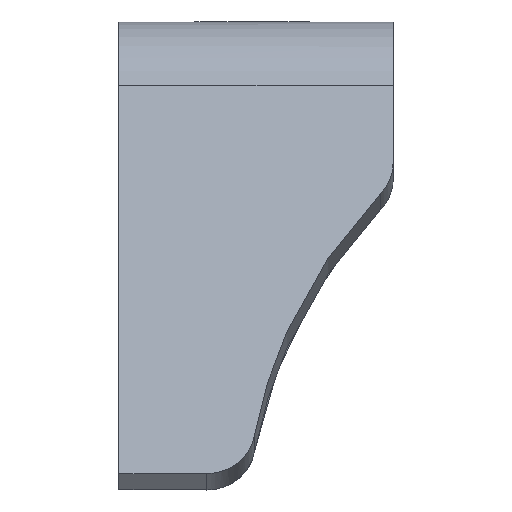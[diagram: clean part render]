
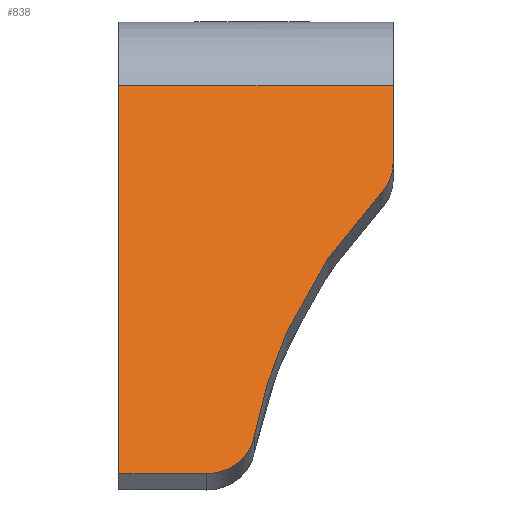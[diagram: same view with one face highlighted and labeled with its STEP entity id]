
A CAD part, left-side view. The second image highlights one B-rep face of the part: STEP entity #838.
In plain terms, the highlighted free-form (B-spline) face has degree [1, 1] with [2, 2] control points.
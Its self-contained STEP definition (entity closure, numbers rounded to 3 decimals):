
#4 = ORIENTED_EDGE ( 'NONE', *, *, #1217, .F. ) ;
#5 = CARTESIAN_POINT ( 'NONE',  ( 421741.751, 8351.72, -49.831 ) ) ;
#29 = CARTESIAN_POINT ( 'NONE',  ( 421749.236, 8335.392, -29.266 ) ) ;
#41 = EDGE_CURVE ( 'NONE', #682, #1141, #1152, .T. ) ;
#58 = CARTESIAN_POINT ( 'NONE',  ( 421749.236, 8335.392, -29.266 ) ) ;
#97 = ORIENTED_EDGE ( 'NONE', *, *, #734, .T. ) ;
#104 = CARTESIAN_POINT ( 'NONE',  ( 421725.741, 8392.392, -93.82 ) ) ;
#140 = ORIENTED_EDGE ( 'NONE', *, *, #894, .T. ) ;
#225 = VERTEX_POINT ( 'NONE', #952 ) ;
#228 = VERTEX_POINT ( 'NONE', #730 ) ;
#249 = B_SPLINE_CURVE_WITH_KNOTS ( 'NONE', 1,
 ( #29, #1240 ),
 .UNSPECIFIED., .F., .F.,
 ( 2, 2 ),
 ( 0., 1. ),
 .UNSPECIFIED. ) ;
#313 = CARTESIAN_POINT ( 'NONE',  ( 421755.099, 8392.392, -13.16 ) ) ;
#354 = CARTESIAN_POINT ( 'NONE',  ( 421747.577, 8336.295, -33.826 ) ) ;
#365 = CARTESIAN_POINT ( 'NONE',  ( 421755.099, 8392.392, -13.16 ) ) ;
#436 = CARTESIAN_POINT ( 'NONE',  ( 421735.463, 8360.717, -67.108 ) ) ;
#439 =( BOUNDED_CURVE ( )  B_SPLINE_CURVE ( 3, ( #58, #885, #354, #1007 ),
 .UNSPECIFIED., .F., .T. ) 
 B_SPLINE_CURVE_WITH_KNOTS ( ( 4, 4 ),
 ( -0.736, 0. ),
 .UNSPECIFIED. ) 
 CURVE ( )  GEOMETRIC_REPRESENTATION_ITEM ( )  RATIONAL_B_SPLINE_CURVE ( ( 1., 0.955, 0.955, 1. ) ) 
 REPRESENTATION_ITEM ( '' )  );
#555 = FACE_OUTER_BOUND ( 'NONE', #586, .T. ) ;
#569 = ORIENTED_EDGE ( 'NONE', *, *, #691, .F. ) ;
#586 = EDGE_LOOP ( 'NONE', ( #4, #569, #1067, #711, #785, #140, #97 ) ) ;
#593 = VERTEX_POINT ( 'NONE', #1258 ) ;
#597 = EDGE_CURVE ( 'NONE', #1141, #868, #969, .T. ) ;
#666 = CARTESIAN_POINT ( 'NONE',  ( 421725.741, 8374.113, -93.82 ) ) ;
#669 = CARTESIAN_POINT ( 'NONE',  ( 421725.741, 8369.035, -93.82 ) ) ;
#682 = VERTEX_POINT ( 'NONE', #1279 ) ;
#691 = EDGE_CURVE ( 'NONE', #868, #225, #1319, .T. ) ;
#694 = CARTESIAN_POINT ( 'NONE',  ( 421755.099, 8392.392, -13.16 ) ) ;
#711 = ORIENTED_EDGE ( 'NONE', *, *, #41, .F. ) ;
#712 = EDGE_CURVE ( 'NONE', #593, #682, #439, .T. ) ;
#725 = CARTESIAN_POINT ( 'NONE',  ( 421755.099, 8335.392, -13.16 ) ) ;
#730 = CARTESIAN_POINT ( 'NONE',  ( 421755.099, 8392.392, -13.16 ) ) ;
#734 = EDGE_CURVE ( 'NONE', #1188, #228, #1013, .T. ) ;
#776 = CARTESIAN_POINT ( 'NONE',  ( 421728.568, 8364.265, -86.052 ) ) ;
#785 = ORIENTED_EDGE ( 'NONE', *, *, #712, .F. ) ;
#787 = CARTESIAN_POINT ( 'NONE',  ( 421728.568, 8364.265, -86.052 ) ) ;
#829 = B_SPLINE_CURVE_WITH_KNOTS ( 'NONE', 1,
 ( #1299, #365 ),
 .UNSPECIFIED., .F., .F.,
 ( 2, 2 ),
 ( 0., 1. ),
 .UNSPECIFIED. ) ;
#838 = ADVANCED_FACE ( 'NONE', ( #555 ), #1252, .F. ) ;
#868 = VERTEX_POINT ( 'NONE', #957 ) ;
#885 = CARTESIAN_POINT ( 'NONE',  ( 421748.378, 8335.392, -31.625 ) ) ;
#894 = EDGE_CURVE ( 'NONE', #593, #1188, #249, .T. ) ;
#901 = CARTESIAN_POINT ( 'NONE',  ( 421755.099, 8335.392, -13.16 ) ) ;
#952 = CARTESIAN_POINT ( 'NONE',  ( 421725.741, 8392.392, -93.82 ) ) ;
#957 = CARTESIAN_POINT ( 'NONE',  ( 421725.741, 8374.113, -93.82 ) ) ;
#969 =( BOUNDED_CURVE ( )  B_SPLINE_CURVE ( 3, ( #776, #994, #669, #666 ),
 .UNSPECIFIED., .F., .T. ) 
 B_SPLINE_CURVE_WITH_KNOTS ( ( 4, 4 ),
 ( -1.397, 0. ),
 .UNSPECIFIED. ) 
 CURVE ( )  GEOMETRIC_REPRESENTATION_ITEM ( )  RATIONAL_B_SPLINE_CURVE ( ( 1., 0.844, 0.844, 1. ) ) 
 REPRESENTATION_ITEM ( '' )  );
#994 = CARTESIAN_POINT ( 'NONE',  ( 421726.857, 8365.145, -90.752 ) ) ;
#1001 = CARTESIAN_POINT ( 'NONE',  ( 421725.741, 8374.113, -93.82 ) ) ;
#1007 = CARTESIAN_POINT ( 'NONE',  ( 421746.94, 8337.98, -35.574 ) ) ;
#1013 = B_SPLINE_CURVE_WITH_KNOTS ( 'NONE', 1,
 ( #1308, #694 ),
 .UNSPECIFIED., .F., .F.,
 ( 2, 2 ),
 ( 0., 1. ),
 .UNSPECIFIED. ) ;
#1055 = CARTESIAN_POINT ( 'NONE',  ( 421746.94, 8337.98, -35.574 ) ) ;
#1067 = ORIENTED_EDGE ( 'NONE', *, *, #597, .F. ) ;
#1136 = CARTESIAN_POINT ( 'NONE',  ( 421728.568, 8364.265, -86.052 ) ) ;
#1141 = VERTEX_POINT ( 'NONE', #787 ) ;
#1152 =( BOUNDED_CURVE ( )  B_SPLINE_CURVE ( 3, ( #1055, #5, #436, #1136 ),
 .UNSPECIFIED., .F., .T. ) 
 B_SPLINE_CURVE_WITH_KNOTS ( ( 4, 4 ),
 ( -0.562, 0. ),
 .UNSPECIFIED. ) 
 CURVE ( )  GEOMETRIC_REPRESENTATION_ITEM ( )  RATIONAL_B_SPLINE_CURVE ( ( 1., 0.974, 0.974, 1. ) ) 
 REPRESENTATION_ITEM ( '' )  );
#1188 = VERTEX_POINT ( 'NONE', #901 ) ;
#1217 = EDGE_CURVE ( 'NONE', #225, #228, #829, .T. ) ;
#1240 = CARTESIAN_POINT ( 'NONE',  ( 421755.099, 8335.392, -13.16 ) ) ;
#1252 = B_SPLINE_SURFACE_WITH_KNOTS ( 'NONE', 1, 1, ( 
 ( #104, #1257 ),
 ( #313, #725 ) ),
 .UNSPECIFIED., .F., .F., .F.,
 ( 2, 2 ),
 ( 2, 2 ),
 ( 0., 1. ),
 ( 0., 1. ),
 .UNSPECIFIED. ) ;
#1257 = CARTESIAN_POINT ( 'NONE',  ( 421725.741, 8335.392, -93.82 ) ) ;
#1258 = CARTESIAN_POINT ( 'NONE',  ( 421749.236, 8335.392, -29.266 ) ) ;
#1279 = CARTESIAN_POINT ( 'NONE',  ( 421746.94, 8337.98, -35.574 ) ) ;
#1299 = CARTESIAN_POINT ( 'NONE',  ( 421725.741, 8392.392, -93.82 ) ) ;
#1300 = CARTESIAN_POINT ( 'NONE',  ( 421725.741, 8392.392, -93.82 ) ) ;
#1308 = CARTESIAN_POINT ( 'NONE',  ( 421755.099, 8335.392, -13.16 ) ) ;
#1319 = B_SPLINE_CURVE_WITH_KNOTS ( 'NONE', 1,
 ( #1001, #1300 ),
 .UNSPECIFIED., .F., .F.,
 ( 2, 2 ),
 ( 0., 1. ),
 .UNSPECIFIED. ) ;
